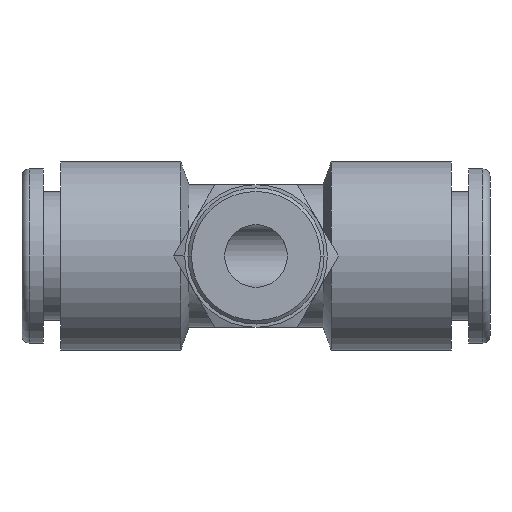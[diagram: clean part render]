
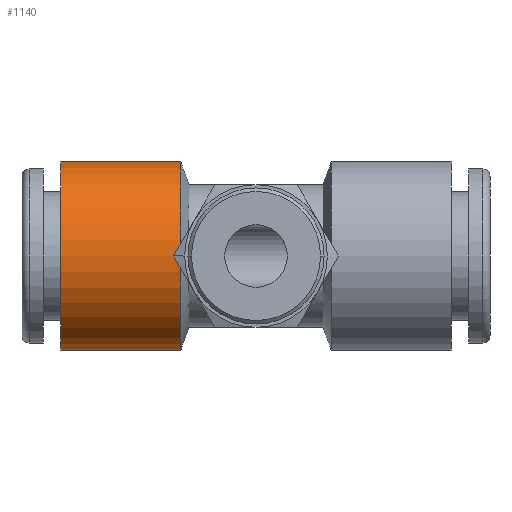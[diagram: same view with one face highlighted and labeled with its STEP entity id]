
A CAD part, front view. The second image highlights one B-rep face of the part: STEP entity #1140.
In plain terms, the highlighted cylindrical face has radius 6.6 mm (diameter 13.2 mm), a partial arc.
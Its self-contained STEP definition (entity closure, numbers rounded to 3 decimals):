
#59 = LINE ( 'NONE', #204, #1365 ) ;
#145 = VERTEX_POINT ( 'NONE', #1609 ) ;
#167 = VERTEX_POINT ( 'NONE', #2149 ) ;
#204 = CARTESIAN_POINT ( 'NONE',  ( -32.368, 0., 6.6 ) ) ;
#471 = CIRCLE ( 'NONE', #1967, 6.6 ) ;
#509 = VERTEX_POINT ( 'NONE', #2262 ) ;
#669 = DIRECTION ( 'NONE',  ( 1., 0., 0. ) ) ;
#702 = FACE_OUTER_BOUND ( 'NONE', #2528, .T. ) ;
#721 = EDGE_CURVE ( 'NONE', #167, #509, #1389, .T. ) ;
#772 = ORIENTED_EDGE ( 'NONE', *, *, #1556, .F. ) ;
#810 = EDGE_CURVE ( 'NONE', #145, #1247, #471, .T. ) ;
#827 = CARTESIAN_POINT ( 'NONE',  ( -5.282, 0., 0. ) ) ;
#853 = CYLINDRICAL_SURFACE ( 'NONE', #2198, 6.6 ) ;
#996 = LINE ( 'NONE', #2596, #1210 ) ;
#1002 = CARTESIAN_POINT ( 'NONE',  ( -32.368, 0., 0. ) ) ;
#1016 = ORIENTED_EDGE ( 'NONE', *, *, #810, .F. ) ;
#1140 = ADVANCED_FACE ( 'NONE', ( #702 ), #853, .T. ) ;
#1210 = VECTOR ( 'NONE', #2238, 1000. ) ;
#1247 = VERTEX_POINT ( 'NONE', #1431 ) ;
#1252 = ORIENTED_EDGE ( 'NONE', *, *, #721, .T. ) ;
#1266 = DIRECTION ( 'NONE',  ( 1., 0., 0. ) ) ;
#1303 = DIRECTION ( 'NONE',  ( 0., 0., -1. ) ) ;
#1365 = VECTOR ( 'NONE', #1266, 1000. ) ;
#1389 = CIRCLE ( 'NONE', #2116, 6.6 ) ;
#1431 = CARTESIAN_POINT ( 'NONE',  ( -5.282, 0., -6.6 ) ) ;
#1556 = EDGE_CURVE ( 'NONE', #167, #145, #59, .T. ) ;
#1598 = EDGE_CURVE ( 'NONE', #509, #1247, #996, .T. ) ;
#1609 = CARTESIAN_POINT ( 'NONE',  ( -5.282, 0., 6.6 ) ) ;
#1860 = DIRECTION ( 'NONE',  ( 0., 0., -1. ) ) ;
#1865 = CARTESIAN_POINT ( 'NONE',  ( -13.7, 0., 0. ) ) ;
#1967 = AXIS2_PLACEMENT_3D ( 'NONE', #827, #669, #1860 ) ;
#2116 = AXIS2_PLACEMENT_3D ( 'NONE', #1865, #2449, #1303 ) ;
#2149 = CARTESIAN_POINT ( 'NONE',  ( -13.7, 0., 6.6 ) ) ;
#2169 = DIRECTION ( 'NONE',  ( 1., 0., 0. ) ) ;
#2198 = AXIS2_PLACEMENT_3D ( 'NONE', #1002, #2169, #2501 ) ;
#2238 = DIRECTION ( 'NONE',  ( 1., 0., 0. ) ) ;
#2262 = CARTESIAN_POINT ( 'NONE',  ( -13.7, 0., -6.6 ) ) ;
#2449 = DIRECTION ( 'NONE',  ( 1., 0., 0. ) ) ;
#2456 = ORIENTED_EDGE ( 'NONE', *, *, #1598, .T. ) ;
#2501 = DIRECTION ( 'NONE',  ( 0., 0., 1. ) ) ;
#2528 = EDGE_LOOP ( 'NONE', ( #1252, #2456, #1016, #772 ) ) ;
#2596 = CARTESIAN_POINT ( 'NONE',  ( -32.368, 0., -6.6 ) ) ;
